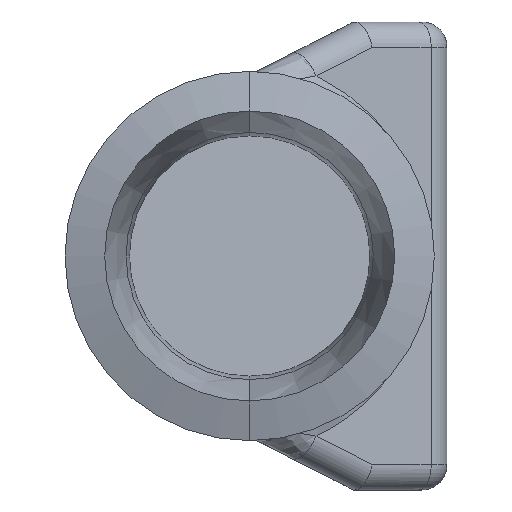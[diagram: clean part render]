
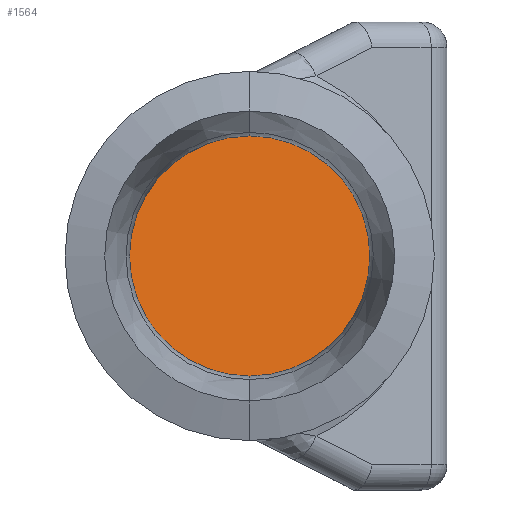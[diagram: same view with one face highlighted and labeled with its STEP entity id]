
A CAD part, left-side view. The second image highlights one B-rep face of the part: STEP entity #1564.
In plain terms, the highlighted planar face has unit normal (-0.866, -0.5, 0).
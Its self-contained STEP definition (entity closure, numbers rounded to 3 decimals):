
#73 = CARTESIAN_POINT ( 'NONE',  ( 97.818, 0., -9.5 ) ) ;
#91 = CARTESIAN_POINT ( 'NONE',  ( 97.818, 0., 9.5 ) ) ;
#143 = VERTEX_POINT ( 'NONE', #1505 ) ;
#243 = CARTESIAN_POINT ( 'NONE',  ( 106.392, -14.85, -52.291 ) ) ;
#328 =( BOUNDED_CURVE ( )  B_SPLINE_CURVE ( 3, ( #73, #1185, #553, #447 ),
 .UNSPECIFIED., .F., .F. ) 
 B_SPLINE_CURVE_WITH_KNOTS ( ( 4, 4 ),
 ( 1.571, 4.712 ),
 .UNSPECIFIED. ) 
 CURVE ( )  GEOMETRIC_REPRESENTATION_ITEM ( )  RATIONAL_B_SPLINE_CURVE ( ( 1., 0.333, 0.333, 1. ) ) 
 REPRESENTATION_ITEM ( '' )  );
#349 = CARTESIAN_POINT ( 'NONE',  ( 86.848, 19., -9.5 ) ) ;
#447 = CARTESIAN_POINT ( 'NONE',  ( 97.818, 0., 9.5 ) ) ;
#553 = CARTESIAN_POINT ( 'NONE',  ( 108.788, -19., 9.5 ) ) ;
#592 = VERTEX_POINT ( 'NONE', #91 ) ;
#618 = CARTESIAN_POINT ( 'NONE',  ( 97.818, 0., 9.5 ) ) ;
#619 = DIRECTION ( 'NONE',  ( -0.866, -0.5, 0. ) ) ;
#734 = CARTESIAN_POINT ( 'NONE',  ( 97.818, 0., -9.5 ) ) ;
#854 = CARTESIAN_POINT ( 'NONE',  ( 86.848, 19., 9.5 ) ) ;
#863 = FACE_OUTER_BOUND ( 'NONE', #890, .T. ) ;
#886 = EDGE_CURVE ( 'NONE', #592, #143, #1463, .T. ) ;
#890 = EDGE_LOOP ( 'NONE', ( #1344, #1504 ) ) ;
#1129 = DIRECTION ( 'NONE',  ( 0.5, -0.866, 0. ) ) ;
#1185 = CARTESIAN_POINT ( 'NONE',  ( 108.788, -19., -9.5 ) ) ;
#1200 = EDGE_CURVE ( 'NONE', #143, #592, #328, .T. ) ;
#1244 = AXIS2_PLACEMENT_3D ( 'NONE', #243, #619, #1129 ) ;
#1344 = ORIENTED_EDGE ( 'NONE', *, *, #886, .T. ) ;
#1371 = PLANE ( 'NONE',  #1244 ) ;
#1463 =( BOUNDED_CURVE ( )  B_SPLINE_CURVE ( 3, ( #618, #854, #349, #734 ),
 .UNSPECIFIED., .F., .F. ) 
 B_SPLINE_CURVE_WITH_KNOTS ( ( 4, 4 ),
 ( 4.712, 7.854 ),
 .UNSPECIFIED. ) 
 CURVE ( )  GEOMETRIC_REPRESENTATION_ITEM ( )  RATIONAL_B_SPLINE_CURVE ( ( 1., 0.333, 0.333, 1. ) ) 
 REPRESENTATION_ITEM ( '' )  );
#1504 = ORIENTED_EDGE ( 'NONE', *, *, #1200, .T. ) ;
#1505 = CARTESIAN_POINT ( 'NONE',  ( 97.818, 0., -9.5 ) ) ;
#1564 = ADVANCED_FACE ( 'NONE', ( #863 ), #1371, .T. ) ;
